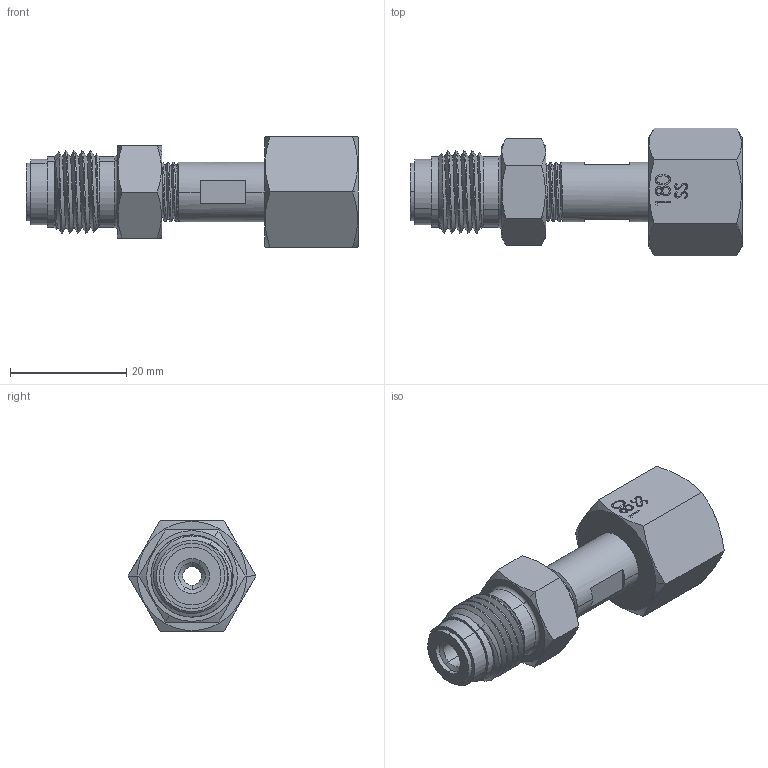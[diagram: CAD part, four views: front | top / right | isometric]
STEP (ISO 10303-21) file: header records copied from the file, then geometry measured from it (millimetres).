
FILE_DESCRIPTION (( 'STEP AP203' ), '1' );
FILE_NAME ('INL-180SS-4MFS.STEP', '2024-12-13T15:52:35', ( '' ), ( '' ), 'SwSTEP 2.0', 'SolidWorks 2018', '' );
FILE_SCHEMA (( 'CONFIG_CONTROL_DESIGN' ));
Length unit declared in the file: inch
Products named in the file (1): INL-180SS-4MFS
Bounding box: 57.17 x 22 x 19.05 mm (x, y, z)
Volume: 7655.2 mm3; surface area: 6745.8 mm2
Topology: 4 solids, 4 shells, 190 faces, 696 edges, 529 vertices
Faces by surface type: cone 73, cylinder 55, plane 41, bspline 13, torus 8
Entity records: 22366 total; most frequent: CARTESIAN_POINT 16944, ORIENTED_EDGE 1392, DIRECTION 772, EDGE_CURVE 696, VERTEX_POINT 529, B_SPLINE_CURVE_WITH_KNOTS 389, AXIS2_PLACEMENT_3D 307, EDGE_LOOP 213
